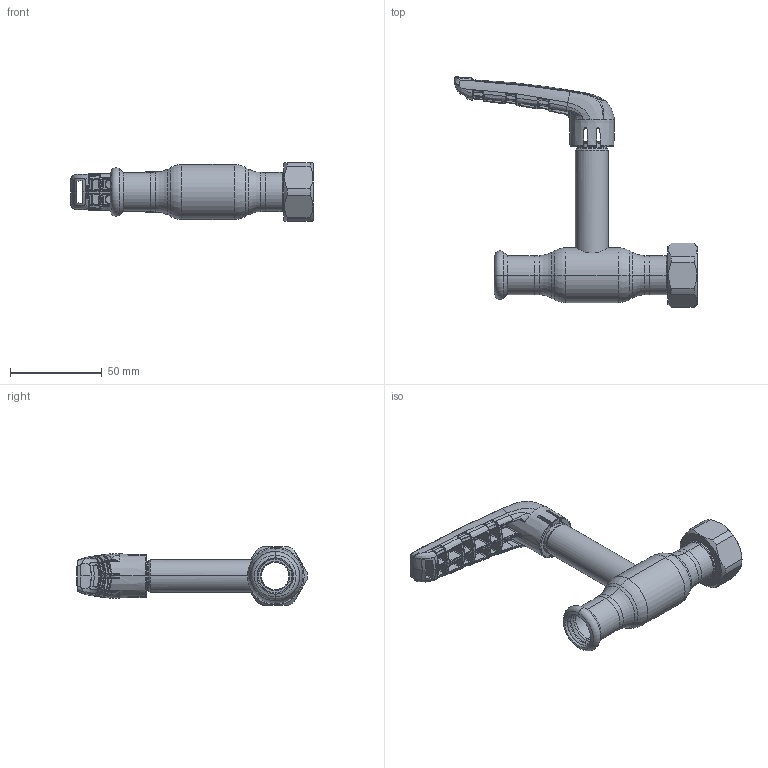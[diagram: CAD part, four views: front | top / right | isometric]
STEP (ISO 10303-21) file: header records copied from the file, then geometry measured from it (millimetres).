
FILE_DESCRIPTION (( 'STEP AP214' ), '1' );
FILE_NAME ('XPR21401 DN15 G34 x 18.step', '2018-09-27T09:27:30', ( '' ), ( '' ), 'SwSTEP 2.0', 'SolidWorks 2017', '' );
FILE_SCHEMA (( 'AUTOMOTIVE_DESIGN' ));
Length unit declared in the file: millimetre
Products named in the file (1): XPR21401 DN15 G34 x 18
Bounding box: 132.18 x 125.57 x 32 mm (x, y, z)
Surface area: 27730.4 mm2 (no closed solid volume)
Topology: 0 solids, 12 shells, 823 faces, 2483 edges, 1568 vertices
Faces by surface type: bspline 656, plane 56, cylinder 52, cone 36, torus 23
Entity records: 59663 total; most frequent: CARTESIAN_POINT 34425, ORIENTED_EDGE 4215, EDGE_CURVE 2455, B_SPLINE_CURVE_WITH_KNOTS 1682, DIRECTION 1679, VERTEX_POINT 1568, EDGE_LOOP 847, UNCERTAINTY_MEASURE_WITH_UNIT 825
